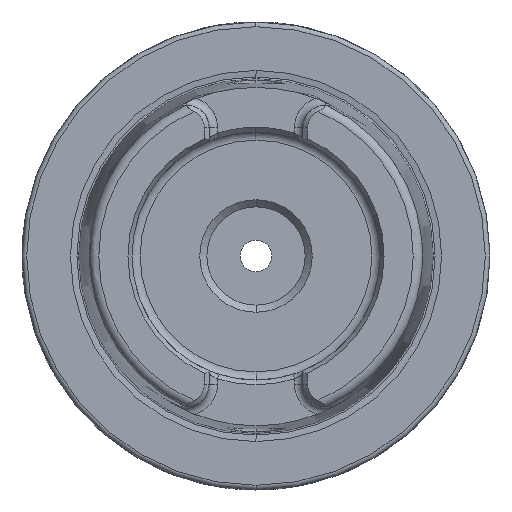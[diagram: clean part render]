
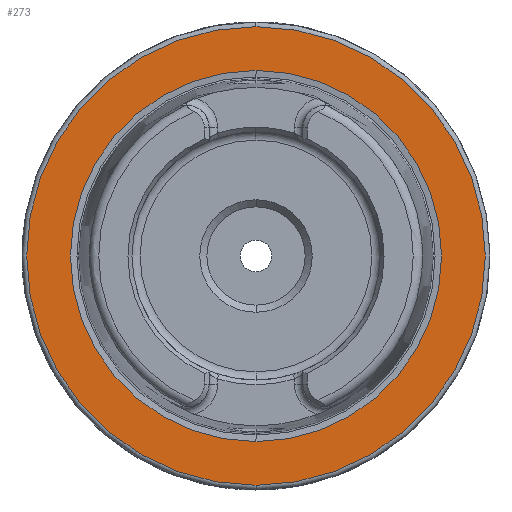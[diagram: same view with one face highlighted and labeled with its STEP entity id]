
A CAD part, left-side view. The second image highlights one B-rep face of the part: STEP entity #273.
In plain terms, the highlighted planar face has unit normal (-1, 0, 0).
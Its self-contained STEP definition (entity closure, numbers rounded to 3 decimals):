
#273 = ADVANCED_FACE ( 'NONE', ( #6215, #3753 ), #5097, .T. ) ;
#453 = AXIS2_PLACEMENT_3D ( 'NONE', #613, #4424, #3059 ) ;
#613 = CARTESIAN_POINT ( 'NONE',  ( 0., 0., 0. ) ) ;
#976 = EDGE_CURVE ( 'NONE', #1145, #2515, #1072, .T. ) ;
#1072 = CIRCLE ( 'NONE', #453, 49. ) ;
#1145 = VERTEX_POINT ( 'NONE', #2258 ) ;
#1359 = CARTESIAN_POINT ( 'NONE',  ( 0., 0., 0. ) ) ;
#1601 = DIRECTION ( 'NONE',  ( -1., 0., 0. ) ) ;
#1843 = DIRECTION ( 'NONE',  ( 0., 0., -1. ) ) ;
#1878 = ORIENTED_EDGE ( 'NONE', *, *, #2450, .T. ) ;
#2009 = ORIENTED_EDGE ( 'NONE', *, *, #5168, .F. ) ;
#2038 = DIRECTION ( 'NONE',  ( 1., 0., 0. ) ) ;
#2124 = DIRECTION ( 'NONE',  ( 1., 0., 0. ) ) ;
#2143 = CARTESIAN_POINT ( 'NONE',  ( 0., 0., 49. ) ) ;
#2258 = CARTESIAN_POINT ( 'NONE',  ( 0., 0., -49. ) ) ;
#2450 = EDGE_CURVE ( 'NONE', #3748, #2821, #4528, .T. ) ;
#2515 = VERTEX_POINT ( 'NONE', #2143 ) ;
#2559 = CIRCLE ( 'NONE', #3316, 49. ) ;
#2821 = VERTEX_POINT ( 'NONE', #3471 ) ;
#3059 = DIRECTION ( 'NONE',  ( 0., 0., -1. ) ) ;
#3316 = AXIS2_PLACEMENT_3D ( 'NONE', #1359, #4835, #1843 ) ;
#3471 = CARTESIAN_POINT ( 'NONE',  ( 0., 0., -39.647 ) ) ;
#3748 = VERTEX_POINT ( 'NONE', #5951 ) ;
#3753 = FACE_OUTER_BOUND ( 'NONE', #5925, .T. ) ;
#3960 = EDGE_CURVE ( 'NONE', #2821, #3748, #4357, .T. ) ;
#4071 = ORIENTED_EDGE ( 'NONE', *, *, #3960, .T. ) ;
#4357 = CIRCLE ( 'NONE', #6149, 39.647 ) ;
#4424 = DIRECTION ( 'NONE',  ( 1., 0., 0. ) ) ;
#4528 = CIRCLE ( 'NONE', #6300, 39.647 ) ;
#4602 = DIRECTION ( 'NONE',  ( 0., 0., 1. ) ) ;
#4626 = CARTESIAN_POINT ( 'NONE',  ( 0., 39.647, 0. ) ) ;
#4835 = DIRECTION ( 'NONE',  ( 1., 0., 0. ) ) ;
#5004 = CARTESIAN_POINT ( 'NONE',  ( 0., 0., 0. ) ) ;
#5097 = PLANE ( 'NONE',  #5513 ) ;
#5099 = CARTESIAN_POINT ( 'NONE',  ( 0., 0., 0. ) ) ;
#5168 = EDGE_CURVE ( 'NONE', #2515, #1145, #2559, .T. ) ;
#5507 = DIRECTION ( 'NONE',  ( 0., 0., -1. ) ) ;
#5513 = AXIS2_PLACEMENT_3D ( 'NONE', #4626, #1601, #4602 ) ;
#5544 = ORIENTED_EDGE ( 'NONE', *, *, #976, .F. ) ;
#5591 = DIRECTION ( 'NONE',  ( 0., 0., -1. ) ) ;
#5925 = EDGE_LOOP ( 'NONE', ( #5544, #2009 ) ) ;
#5951 = CARTESIAN_POINT ( 'NONE',  ( 0., 0., 39.647 ) ) ;
#6149 = AXIS2_PLACEMENT_3D ( 'NONE', #5004, #2038, #5507 ) ;
#6204 = EDGE_LOOP ( 'NONE', ( #1878, #4071 ) ) ;
#6215 = FACE_BOUND ( 'NONE', #6204, .T. ) ;
#6300 = AXIS2_PLACEMENT_3D ( 'NONE', #5099, #2124, #5591 ) ;
